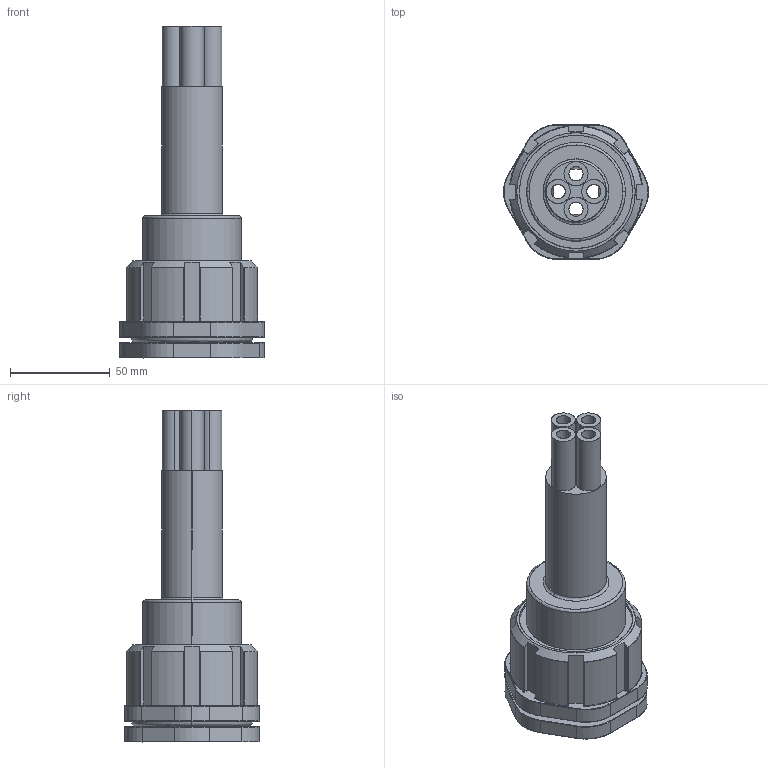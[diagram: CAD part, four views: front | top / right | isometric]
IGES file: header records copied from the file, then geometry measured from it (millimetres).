
Start section: SolidWorks IGES file using analytic representation for surfaces
Global section: file name: 4-NUS-4D.IGS; native system: SolidWorks 2025; preprocessor: SolidWorks 2025; author: mjones; date: 260313.073323; units: inch
Bounding box: 72.76 x 67.69 x 166.59 mm (x, y, z)
Surface area: 79274.1 mm2 (no closed solid volume)
Topology: 0 solids, 0 shells, 347 faces, 6713 edges, 6710 vertices
Faces by surface type: revolution 202, bspline 145
